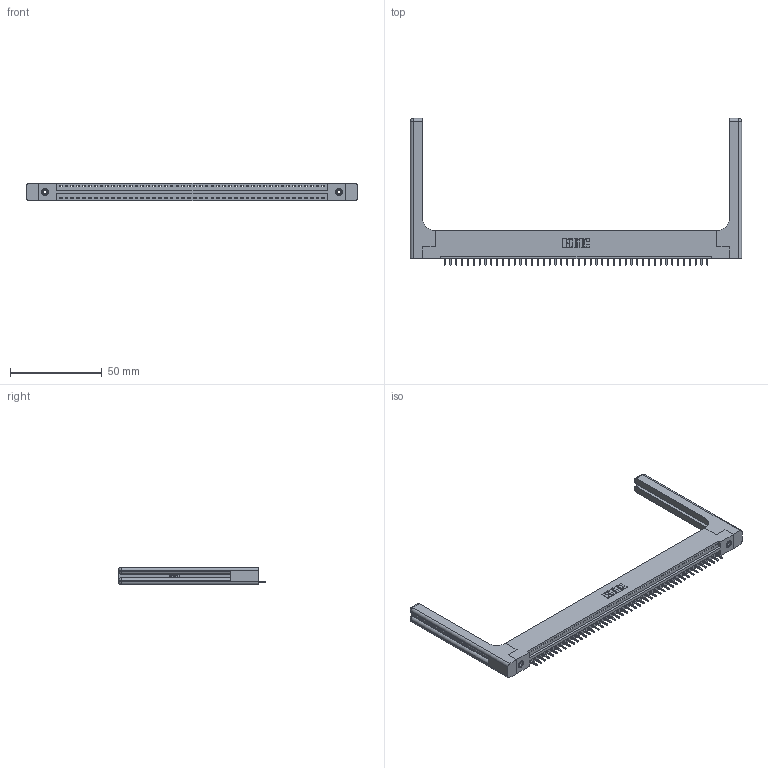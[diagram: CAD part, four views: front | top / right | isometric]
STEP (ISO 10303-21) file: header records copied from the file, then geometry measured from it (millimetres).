
FILE_DESCRIPTION (( 'STEP AP203' ), '1' );
FILE_NAME ('396-046-521-158.STEP', '2019-10-28T03:10:39', ( '' ), ( '' ), 'SwSTEP 2.0', 'SolidWorks 2016', '' );
FILE_SCHEMA (( 'CONFIG_CONTROL_DESIGN' ));
Length unit declared in the file: inch
Products named in the file (5): 396-046-521-158; 345-250-001_345-250-001-102; 346-220-058_345-220-058; 345-292-001_345-293-121; 346 Part_Flush Mounting Lugs - 0.156 Dia-TH
Assembly tree (51 placements, depth 2):
  396-046-521-158
    346 Part_Flush Mounting Lugs - 0.156 Dia-TH
    345-292-001_345-293-121  x46
    345-250-001_345-250-001-102  x2
    346-220-058_345-220-058  x2
Bounding box: 180.11 x 80.01 x 9.4 mm (x, y, z)
Volume: 24655.7 mm3; surface area: 26111.6 mm2
Topology: 51 solids, 51 shells, 3046 faces, 9091 edges, 5978 vertices
Faces by surface type: plane 2064, cylinder 922, bspline 36, cone 12, sphere 8, torus 4
Entity records: 33210 total; most frequent: CARTESIAN_POINT 6671, ORIENTED_EDGE 5448, DIRECTION 4812, EDGE_CURVE 2724, LINE 2316, VECTOR 2316, VERTEX_POINT 1806, AXIS2_PLACEMENT_3D 1248
